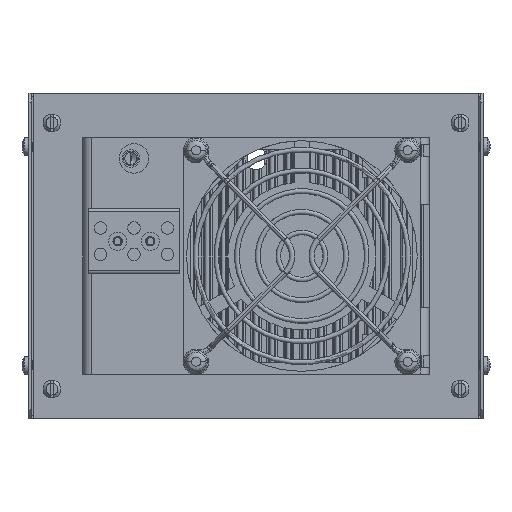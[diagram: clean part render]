
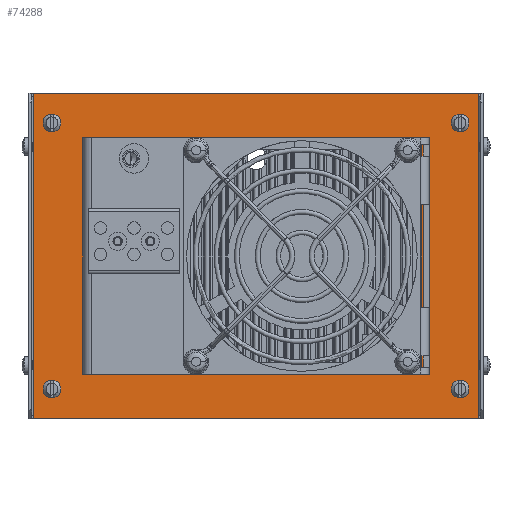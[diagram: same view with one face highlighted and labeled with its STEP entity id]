
A CAD part, front view. The second image highlights one B-rep face of the part: STEP entity #74288.
In plain terms, the highlighted face is planar.
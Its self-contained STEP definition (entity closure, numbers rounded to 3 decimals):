
#73663=DIRECTION('',(0.,-1.,0.));
#73664=VECTOR('',#73663,150.5);
#73665=CARTESIAN_POINT('',(-55.,75.25,-5.));
#73666=LINE('',#73665,#73664);
#73667=DIRECTION('',(1.,0.,0.));
#73668=VECTOR('',#73667,110.);
#73669=CARTESIAN_POINT('',(-55.,-75.25,-5.));
#73670=LINE('',#73669,#73668);
#73671=DIRECTION('',(0.,1.,0.));
#73672=VECTOR('',#73671,150.5);
#73673=CARTESIAN_POINT('',(55.,-75.25,-5.));
#73674=LINE('',#73673,#73672);
#73675=DIRECTION('',(-1.,0.,0.));
#73676=VECTOR('',#73675,110.);
#73677=CARTESIAN_POINT('',(55.,75.25,-5.));
#73678=LINE('',#73677,#73676);
#73679=DIRECTION('',(1.,0.,0.));
#73680=VECTOR('',#73679,47.);
#73681=CARTESIAN_POINT('',(-23.5,-6.,-5.));
#73682=LINE('',#73681,#73680);
#73683=DIRECTION('',(0.,-1.,0.));
#73684=VECTOR('',#73683,44.);
#73685=CARTESIAN_POINT('',(23.5,-6.,-5.));
#73686=LINE('',#73685,#73684);
#73687=DIRECTION('',(-1.,0.,0.));
#73688=VECTOR('',#73687,47.);
#73689=CARTESIAN_POINT('',(23.5,-50.,-5.));
#73690=LINE('',#73689,#73688);
#73691=DIRECTION('',(0.,1.,0.));
#73692=VECTOR('',#73691,44.);
#73693=CARTESIAN_POINT('',(-23.5,-50.,-5.));
#73694=LINE('',#73693,#73692);
#73695=DIRECTION('',(1.,0.,0.));
#73696=VECTOR('',#73695,47.);
#73697=CARTESIAN_POINT('',(-23.5,50.,-5.));
#73698=LINE('',#73697,#73696);
#73699=DIRECTION('',(0.,-1.,0.));
#73700=VECTOR('',#73699,44.);
#73701=CARTESIAN_POINT('',(23.5,50.,-5.));
#73702=LINE('',#73701,#73700);
#73703=DIRECTION('',(-1.,0.,0.));
#73704=VECTOR('',#73703,47.);
#73705=CARTESIAN_POINT('',(23.5,6.,-5.));
#73706=LINE('',#73705,#73704);
#73707=DIRECTION('',(0.,1.,0.));
#73708=VECTOR('',#73707,44.);
#73709=CARTESIAN_POINT('',(-23.5,6.,-5.));
#73710=LINE('',#73709,#73708);
#73711=CARTESIAN_POINT('',(45.,69.,-5.));
#73712=DIRECTION('',(0.,0.,-1.));
#73713=DIRECTION('',(-1.,0.,0.));
#73714=AXIS2_PLACEMENT_3D('',#73711,#73712,#73713);
#73716=CARTESIAN_POINT('',(45.,69.,-5.));
#73717=DIRECTION('',(0.,0.,-1.));
#73718=DIRECTION('',(1.,0.,0.));
#73719=AXIS2_PLACEMENT_3D('',#73716,#73717,#73718);
#73721=CARTESIAN_POINT('',(-45.,69.,-5.));
#73722=DIRECTION('',(0.,0.,-1.));
#73723=DIRECTION('',(-1.,0.,0.));
#73724=AXIS2_PLACEMENT_3D('',#73721,#73722,#73723);
#73726=CARTESIAN_POINT('',(-45.,69.,-5.));
#73727=DIRECTION('',(0.,0.,-1.));
#73728=DIRECTION('',(1.,0.,0.));
#73729=AXIS2_PLACEMENT_3D('',#73726,#73727,#73728);
#73731=CARTESIAN_POINT('',(45.,-69.,-5.));
#73732=DIRECTION('',(0.,0.,-1.));
#73733=DIRECTION('',(-1.,0.,0.));
#73734=AXIS2_PLACEMENT_3D('',#73731,#73732,#73733);
#73736=CARTESIAN_POINT('',(45.,-69.,-5.));
#73737=DIRECTION('',(0.,0.,-1.));
#73738=DIRECTION('',(1.,0.,0.));
#73739=AXIS2_PLACEMENT_3D('',#73736,#73737,#73738);
#73741=CARTESIAN_POINT('',(-45.,-69.,-5.));
#73742=DIRECTION('',(0.,0.,-1.));
#73743=DIRECTION('',(-1.,0.,0.));
#73744=AXIS2_PLACEMENT_3D('',#73741,#73742,#73743);
#73746=CARTESIAN_POINT('',(-45.,-69.,-5.));
#73747=DIRECTION('',(0.,0.,-1.));
#73748=DIRECTION('',(1.,0.,0.));
#73749=AXIS2_PLACEMENT_3D('',#73746,#73747,#73748);
#73751=CARTESIAN_POINT('',(33.,0.,-5.));
#73752=DIRECTION('',(0.,0.,-1.));
#73753=DIRECTION('',(-1.,0.,0.));
#73754=AXIS2_PLACEMENT_3D('',#73751,#73752,#73753);
#73756=CARTESIAN_POINT('',(33.,0.,-5.));
#73757=DIRECTION('',(0.,0.,-1.));
#73758=DIRECTION('',(1.,0.,0.));
#73759=AXIS2_PLACEMENT_3D('',#73756,#73757,#73758);
#73761=CARTESIAN_POINT('',(33.,-42.3,-5.));
#73762=DIRECTION('',(0.,0.,-1.));
#73763=DIRECTION('',(-1.,0.,0.));
#73764=AXIS2_PLACEMENT_3D('',#73761,#73762,#73763);
#73766=CARTESIAN_POINT('',(33.,-42.3,-5.));
#73767=DIRECTION('',(0.,0.,-1.));
#73768=DIRECTION('',(1.,0.,0.));
#73769=AXIS2_PLACEMENT_3D('',#73766,#73767,#73768);
#73771=CARTESIAN_POINT('',(33.,42.3,-5.));
#73772=DIRECTION('',(0.,0.,-1.));
#73773=DIRECTION('',(-1.,0.,0.));
#73774=AXIS2_PLACEMENT_3D('',#73771,#73772,#73773);
#73776=CARTESIAN_POINT('',(33.,42.3,-5.));
#73777=DIRECTION('',(0.,0.,-1.));
#73778=DIRECTION('',(1.,0.,0.));
#73779=AXIS2_PLACEMENT_3D('',#73776,#73777,#73778);
#73781=CARTESIAN_POINT('',(-33.,42.3,-5.));
#73782=DIRECTION('',(0.,0.,-1.));
#73783=DIRECTION('',(-1.,0.,0.));
#73784=AXIS2_PLACEMENT_3D('',#73781,#73782,#73783);
#73786=CARTESIAN_POINT('',(-33.,42.3,-5.));
#73787=DIRECTION('',(0.,0.,-1.));
#73788=DIRECTION('',(1.,0.,0.));
#73789=AXIS2_PLACEMENT_3D('',#73786,#73787,#73788);
#73791=CARTESIAN_POINT('',(-33.,-42.3,-5.));
#73792=DIRECTION('',(0.,0.,-1.));
#73793=DIRECTION('',(-1.,0.,0.));
#73794=AXIS2_PLACEMENT_3D('',#73791,#73792,#73793);
#73796=CARTESIAN_POINT('',(-33.,-42.3,-5.));
#73797=DIRECTION('',(0.,0.,-1.));
#73798=DIRECTION('',(1.,0.,0.));
#73799=AXIS2_PLACEMENT_3D('',#73796,#73797,#73798);
#73997=CARTESIAN_POINT('',(-55.,-75.25,-5.));
#73998=VERTEX_POINT('',#73997);
#73999=CARTESIAN_POINT('',(-55.,75.25,-5.));
#74000=VERTEX_POINT('',#73999);
#74001=CARTESIAN_POINT('',(55.,-75.25,-5.));
#74002=VERTEX_POINT('',#74001);
#74003=CARTESIAN_POINT('',(55.,75.25,-5.));
#74004=VERTEX_POINT('',#74003);
#74005=CARTESIAN_POINT('',(-23.5,-6.,-5.));
#74006=CARTESIAN_POINT('',(23.5,-6.,-5.));
#74007=VERTEX_POINT('',#74005);
#74008=VERTEX_POINT('',#74006);
#74009=CARTESIAN_POINT('',(23.5,-50.,-5.));
#74010=VERTEX_POINT('',#74009);
#74011=CARTESIAN_POINT('',(-23.5,-50.,-5.));
#74012=VERTEX_POINT('',#74011);
#74013=CARTESIAN_POINT('',(-23.5,50.,-5.));
#74014=CARTESIAN_POINT('',(23.5,50.,-5.));
#74015=VERTEX_POINT('',#74013);
#74016=VERTEX_POINT('',#74014);
#74017=CARTESIAN_POINT('',(23.5,6.,-5.));
#74018=VERTEX_POINT('',#74017);
#74019=CARTESIAN_POINT('',(-23.5,6.,-5.));
#74020=VERTEX_POINT('',#74019);
#74021=CARTESIAN_POINT('',(42.,69.,-5.));
#74022=CARTESIAN_POINT('',(48.,69.,-5.));
#74023=VERTEX_POINT('',#74021);
#74024=VERTEX_POINT('',#74022);
#74025=CARTESIAN_POINT('',(-48.,69.,-5.));
#74026=CARTESIAN_POINT('',(-42.,69.,-5.));
#74027=VERTEX_POINT('',#74025);
#74028=VERTEX_POINT('',#74026);
#74029=CARTESIAN_POINT('',(42.,-69.,-5.));
#74030=CARTESIAN_POINT('',(48.,-69.,-5.));
#74031=VERTEX_POINT('',#74029);
#74032=VERTEX_POINT('',#74030);
#74033=CARTESIAN_POINT('',(-48.,-69.,-5.));
#74034=CARTESIAN_POINT('',(-42.,-69.,-5.));
#74035=VERTEX_POINT('',#74033);
#74036=VERTEX_POINT('',#74034);
#74037=CARTESIAN_POINT('',(29.,0.,-5.));
#74038=CARTESIAN_POINT('',(37.,0.,-5.));
#74039=VERTEX_POINT('',#74037);
#74040=VERTEX_POINT('',#74038);
#74041=CARTESIAN_POINT('',(29.,-42.3,-5.));
#74042=CARTESIAN_POINT('',(37.,-42.3,-5.));
#74043=VERTEX_POINT('',#74041);
#74044=VERTEX_POINT('',#74042);
#74045=CARTESIAN_POINT('',(29.,42.3,-5.));
#74046=CARTESIAN_POINT('',(37.,42.3,-5.));
#74047=VERTEX_POINT('',#74045);
#74048=VERTEX_POINT('',#74046);
#74049=CARTESIAN_POINT('',(-37.,42.3,-5.));
#74050=CARTESIAN_POINT('',(-29.,42.3,-5.));
#74051=VERTEX_POINT('',#74049);
#74052=VERTEX_POINT('',#74050);
#74053=CARTESIAN_POINT('',(-37.,-42.3,-5.));
#74054=CARTESIAN_POINT('',(-29.,-42.3,-5.));
#74055=VERTEX_POINT('',#74053);
#74056=VERTEX_POINT('',#74054);
#74203=CARTESIAN_POINT('',(0.,0.,-5.));
#74204=DIRECTION('',(0.,0.,-1.));
#74205=DIRECTION('',(1.,0.,0.));
#74206=AXIS2_PLACEMENT_3D('',#74203,#74204,#74205);
#74207=PLANE('',#74206);
#74208=ORIENTED_EDGE('',*,*,#74155,.T.);
#74209=ORIENTED_EDGE('',*,*,#74170,.T.);
#74210=ORIENTED_EDGE('',*,*,#74184,.T.);
#74211=ORIENTED_EDGE('',*,*,#74197,.T.);
#74212=EDGE_LOOP('',(#74208,#74209,#74210,#74211));
#74213=FACE_OUTER_BOUND('',#74212,.F.);
#74215=ORIENTED_EDGE('',*,*,#74214,.T.);
#74217=ORIENTED_EDGE('',*,*,#74216,.T.);
#74219=ORIENTED_EDGE('',*,*,#74218,.T.);
#74221=ORIENTED_EDGE('',*,*,#74220,.T.);
#74222=EDGE_LOOP('',(#74215,#74217,#74219,#74221));
#74223=FACE_BOUND('',#74222,.F.);
#74225=ORIENTED_EDGE('',*,*,#74224,.T.);
#74227=ORIENTED_EDGE('',*,*,#74226,.T.);
#74229=ORIENTED_EDGE('',*,*,#74228,.T.);
#74231=ORIENTED_EDGE('',*,*,#74230,.T.);
#74232=EDGE_LOOP('',(#74225,#74227,#74229,#74231));
#74233=FACE_BOUND('',#74232,.F.);
#74235=ORIENTED_EDGE('',*,*,#74234,.T.);
#74237=ORIENTED_EDGE('',*,*,#74236,.T.);
#74238=EDGE_LOOP('',(#74235,#74237));
#74239=FACE_BOUND('',#74238,.F.);
#74241=ORIENTED_EDGE('',*,*,#74240,.T.);
#74243=ORIENTED_EDGE('',*,*,#74242,.T.);
#74244=EDGE_LOOP('',(#74241,#74243));
#74245=FACE_BOUND('',#74244,.F.);
#74247=ORIENTED_EDGE('',*,*,#74246,.T.);
#74249=ORIENTED_EDGE('',*,*,#74248,.T.);
#74250=EDGE_LOOP('',(#74247,#74249));
#74251=FACE_BOUND('',#74250,.F.);
#74253=ORIENTED_EDGE('',*,*,#74252,.T.);
#74255=ORIENTED_EDGE('',*,*,#74254,.T.);
#74256=EDGE_LOOP('',(#74253,#74255));
#74257=FACE_BOUND('',#74256,.F.);
#74259=ORIENTED_EDGE('',*,*,#74258,.T.);
#74261=ORIENTED_EDGE('',*,*,#74260,.T.);
#74262=EDGE_LOOP('',(#74259,#74261));
#74263=FACE_BOUND('',#74262,.F.);
#74265=ORIENTED_EDGE('',*,*,#74264,.T.);
#74267=ORIENTED_EDGE('',*,*,#74266,.T.);
#74268=EDGE_LOOP('',(#74265,#74267));
#74269=FACE_BOUND('',#74268,.F.);
#74271=ORIENTED_EDGE('',*,*,#74270,.T.);
#74273=ORIENTED_EDGE('',*,*,#74272,.T.);
#74274=EDGE_LOOP('',(#74271,#74273));
#74275=FACE_BOUND('',#74274,.F.);
#74277=ORIENTED_EDGE('',*,*,#74276,.T.);
#74279=ORIENTED_EDGE('',*,*,#74278,.T.);
#74280=EDGE_LOOP('',(#74277,#74279));
#74281=FACE_BOUND('',#74280,.F.);
#74283=ORIENTED_EDGE('',*,*,#74282,.T.);
#74285=ORIENTED_EDGE('',*,*,#74284,.T.);
#74286=EDGE_LOOP('',(#74283,#74285));
#74287=FACE_BOUND('',#74286,.F.);
#74288=ADVANCED_FACE('',(#74213,#74223,#74233,#74239,#74245,#74251,#74257,
#74263,#74269,#74275,#74281,#74287),#74207,.T.);
#73715=CIRCLE('',#73714,3.);
#73720=CIRCLE('',#73719,3.);
#73725=CIRCLE('',#73724,3.);
#73730=CIRCLE('',#73729,3.);
#73735=CIRCLE('',#73734,3.);
#73740=CIRCLE('',#73739,3.);
#73745=CIRCLE('',#73744,3.);
#73750=CIRCLE('',#73749,3.);
#73755=CIRCLE('',#73754,4.);
#73760=CIRCLE('',#73759,4.);
#73765=CIRCLE('',#73764,4.);
#73770=CIRCLE('',#73769,4.);
#73775=CIRCLE('',#73774,4.);
#73780=CIRCLE('',#73779,4.);
#73785=CIRCLE('',#73784,4.);
#73790=CIRCLE('',#73789,4.);
#73795=CIRCLE('',#73794,4.);
#73800=CIRCLE('',#73799,4.);
#74155=EDGE_CURVE('',#74000,#73998,#73666,.T.);
#74170=EDGE_CURVE('',#73998,#74002,#73670,.T.);
#74184=EDGE_CURVE('',#74002,#74004,#73674,.T.);
#74197=EDGE_CURVE('',#74004,#74000,#73678,.T.);
#74214=EDGE_CURVE('',#74007,#74008,#73682,.T.);
#74216=EDGE_CURVE('',#74008,#74010,#73686,.T.);
#74218=EDGE_CURVE('',#74010,#74012,#73690,.T.);
#74220=EDGE_CURVE('',#74012,#74007,#73694,.T.);
#74224=EDGE_CURVE('',#74015,#74016,#73698,.T.);
#74226=EDGE_CURVE('',#74016,#74018,#73702,.T.);
#74228=EDGE_CURVE('',#74018,#74020,#73706,.T.);
#74230=EDGE_CURVE('',#74020,#74015,#73710,.T.);
#74234=EDGE_CURVE('',#74023,#74024,#73715,.T.);
#74236=EDGE_CURVE('',#74024,#74023,#73720,.T.);
#74240=EDGE_CURVE('',#74027,#74028,#73725,.T.);
#74242=EDGE_CURVE('',#74028,#74027,#73730,.T.);
#74246=EDGE_CURVE('',#74031,#74032,#73735,.T.);
#74248=EDGE_CURVE('',#74032,#74031,#73740,.T.);
#74252=EDGE_CURVE('',#74035,#74036,#73745,.T.);
#74254=EDGE_CURVE('',#74036,#74035,#73750,.T.);
#74258=EDGE_CURVE('',#74039,#74040,#73755,.T.);
#74260=EDGE_CURVE('',#74040,#74039,#73760,.T.);
#74264=EDGE_CURVE('',#74043,#74044,#73765,.T.);
#74266=EDGE_CURVE('',#74044,#74043,#73770,.T.);
#74270=EDGE_CURVE('',#74047,#74048,#73775,.T.);
#74272=EDGE_CURVE('',#74048,#74047,#73780,.T.);
#74276=EDGE_CURVE('',#74051,#74052,#73785,.T.);
#74278=EDGE_CURVE('',#74052,#74051,#73790,.T.);
#74282=EDGE_CURVE('',#74055,#74056,#73795,.T.);
#74284=EDGE_CURVE('',#74056,#74055,#73800,.T.);
